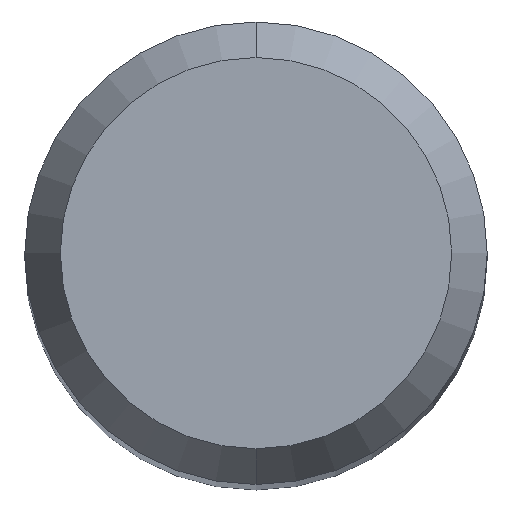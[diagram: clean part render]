
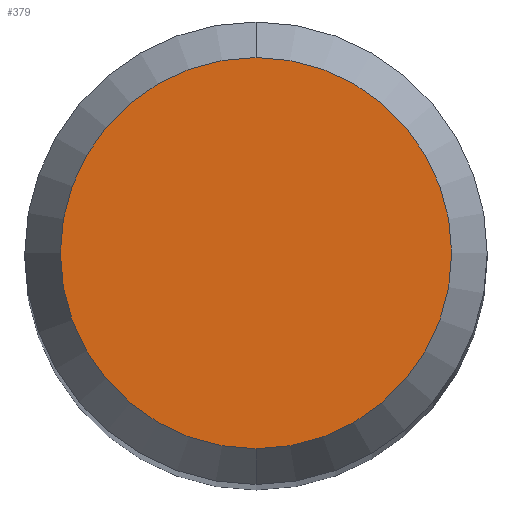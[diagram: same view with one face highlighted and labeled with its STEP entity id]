
A CAD part, top view. The second image highlights one B-rep face of the part: STEP entity #379.
In plain terms, the highlighted planar face has unit normal (0, 0, 1).
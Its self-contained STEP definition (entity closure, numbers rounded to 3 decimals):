
#221=VERTEX_POINT('',#516);
#257=EDGE_CURVE('',#431,#221,#556,.T.);
#379=ADVANCED_FACE('',(#690),#691,.T.);
#427=EDGE_CURVE('',#221,#431,#743,.T.);
#431=VERTEX_POINT('',#748);
#516=CARTESIAN_POINT('',(0.,-2.538,40.658));
#556=CIRCLE('',#939,2.538);
#690=FACE_OUTER_BOUND('',#1268,.T.);
#691=PLANE('',#1269);
#743=CIRCLE('',#1386,2.538);
#748=CARTESIAN_POINT('',(0.0,2.538,40.658));
#939=AXIS2_PLACEMENT_3D('',#1495,#1496,#1497);
#1268=EDGE_LOOP('',(#1651,#1652));
#1269=AXIS2_PLACEMENT_3D('',#1653,#1654,#1655);
#1386=AXIS2_PLACEMENT_3D('',#1704,#1705,#1706);
#1495=CARTESIAN_POINT('',(0.0,0.0,40.658));
#1496=DIRECTION('',(0.0,0.0,-1.0));
#1497=DIRECTION('',(0.0,1.0,0.0));
#1651=ORIENTED_EDGE('',*,*,#257,.F.);
#1652=ORIENTED_EDGE('',*,*,#427,.F.);
#1653=CARTESIAN_POINT('',(0.0,1.269,40.658));
#1654=DIRECTION('',(-0.0,0.0,1.0));
#1655=DIRECTION('',(0.0,-1.0,0.0));
#1704=CARTESIAN_POINT('',(0.0,0.0,40.658));
#1705=DIRECTION('',(0.0,0.0,-1.0));
#1706=DIRECTION('',(0.0,1.0,0.0));
